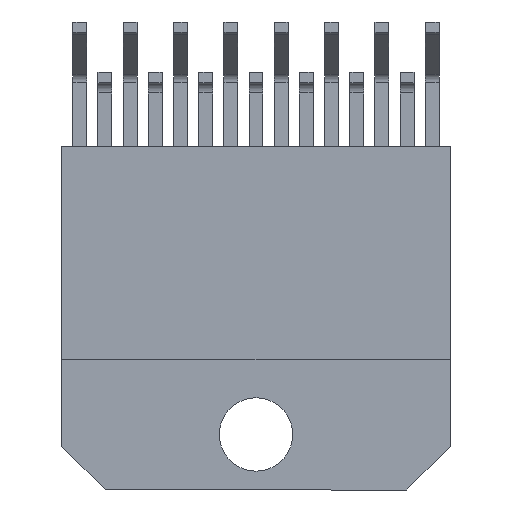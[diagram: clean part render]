
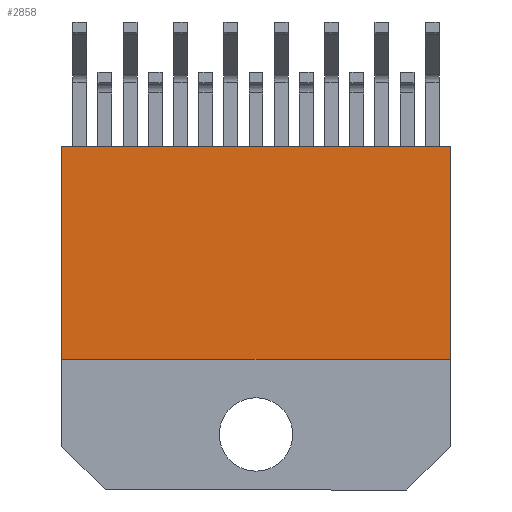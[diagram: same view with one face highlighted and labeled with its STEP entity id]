
A CAD part, front view. The second image highlights one B-rep face of the part: STEP entity #2858.
In plain terms, the highlighted planar face has unit normal (0, -1, 0).
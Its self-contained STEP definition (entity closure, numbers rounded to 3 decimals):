
#762 = VERTEX_POINT ( 'NONE', #3748 ) ;
#779 = VERTEX_POINT ( 'NONE', #3775 ) ;
#811 = VERTEX_POINT ( 'NONE', #3820 ) ;
#825 = VERTEX_POINT ( 'NONE', #3028 ) ;
#2858 = ADVANCED_FACE ( 'NONE', ( #8937 ), #7411, .T. ) ;
#3028 = CARTESIAN_POINT ( 'NONE',  ( 19.6, 0., -10.7 ) ) ;
#3068 = ORIENTED_EDGE ( 'NONE', *, *, #7254, .T. ) ;
#3133 = ORIENTED_EDGE ( 'NONE', *, *, #7255, .T. ) ;
#3150 = ORIENTED_EDGE ( 'NONE', *, *, #7249, .T. ) ;
#3268 = ORIENTED_EDGE ( 'NONE', *, *, #7252, .T. ) ;
#3748 = CARTESIAN_POINT ( 'NONE',  ( 0., 0., -10.7 ) ) ;
#3775 = CARTESIAN_POINT ( 'NONE',  ( 0., 0., 0. ) ) ;
#3820 = CARTESIAN_POINT ( 'NONE',  ( 19.6, 0., 0. ) ) ;
#6113 = VECTOR ( 'NONE', #6875, 1000. ) ;
#6116 = VECTOR ( 'NONE', #6884, 1000. ) ;
#6118 = VECTOR ( 'NONE', #6890, 1000. ) ;
#6119 = VECTOR ( 'NONE', #6893, 1000. ) ;
#6873 = LINE ( 'NONE', #6874, #6113 ) ;
#6874 = CARTESIAN_POINT ( 'NONE',  ( 0., 0., -10.7 ) ) ;
#6875 = DIRECTION ( 'NONE',  ( 0., 0., -1. ) ) ;
#6882 = LINE ( 'NONE', #6883, #6116 ) ;
#6883 = CARTESIAN_POINT ( 'NONE',  ( 0., 0., -10.7 ) ) ;
#6884 = DIRECTION ( 'NONE',  ( 1., 0., 0. ) ) ;
#6888 = LINE ( 'NONE', #6889, #6118 ) ;
#6889 = CARTESIAN_POINT ( 'NONE',  ( 19.6, 0., -10.7 ) ) ;
#6890 = DIRECTION ( 'NONE',  ( 0., 0., 1. ) ) ;
#6891 = LINE ( 'NONE', #6892, #6119 ) ;
#6892 = CARTESIAN_POINT ( 'NONE',  ( 0., 0., 0. ) ) ;
#6893 = DIRECTION ( 'NONE',  ( -1., 0., 0. ) ) ;
#7249 = EDGE_CURVE ( 'NONE', #779, #762, #6873, .T. ) ;
#7252 = EDGE_CURVE ( 'NONE', #762, #825, #6882, .T. ) ;
#7254 = EDGE_CURVE ( 'NONE', #825, #811, #6888, .T. ) ;
#7255 = EDGE_CURVE ( 'NONE', #811, #779, #6891, .T. ) ;
#7366 = CARTESIAN_POINT ( 'NONE',  ( 0., 0., -10.7 ) ) ;
#7373 = DIRECTION ( 'NONE',  ( 0., 0., -1. ) ) ;
#7377 = DIRECTION ( 'NONE',  ( 0., -1., 0. ) ) ;
#7411 = PLANE ( 'NONE',  #8935 ) ;
#7587 = EDGE_LOOP ( 'NONE', ( #3068, #3133, #3150, #3268 ) ) ;
#8935 = AXIS2_PLACEMENT_3D ( 'NONE', #7366, #7377, #7373 ) ;
#8937 = FACE_OUTER_BOUND ( 'NONE', #7587, .T. ) ;
